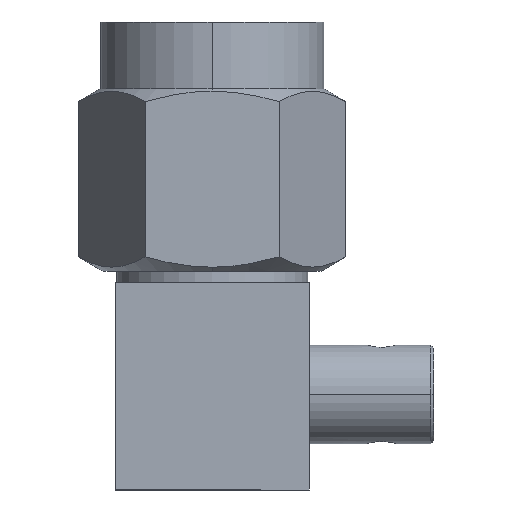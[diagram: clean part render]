
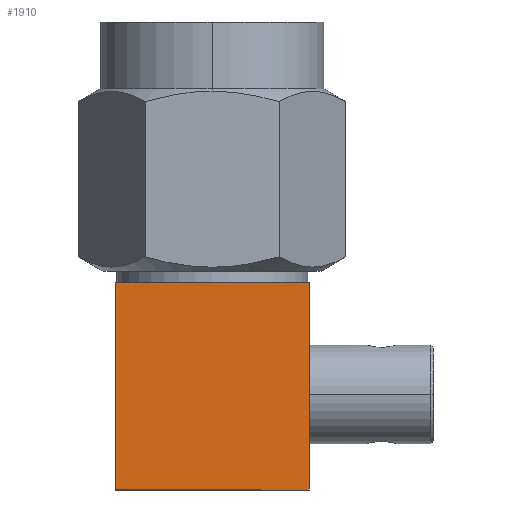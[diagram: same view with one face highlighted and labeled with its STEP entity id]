
A CAD part, left-side view. The second image highlights one B-rep face of the part: STEP entity #1910.
In plain terms, the highlighted planar face has unit normal (-1, 0, 0).
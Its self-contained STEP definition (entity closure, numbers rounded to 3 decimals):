
#307 = EDGE_CURVE ( 'NONE', #2020, #966, #2338, .T. ) ;
#450 = CARTESIAN_POINT ( 'NONE',  ( -3.35, 2.5, -16.15 ) ) ;
#476 = LINE ( 'NONE', #631, #3148 ) ;
#491 = DIRECTION ( 'NONE',  ( 0., -1., 0. ) ) ;
#631 = CARTESIAN_POINT ( 'NONE',  ( -3.35, -3.35, -22.85 ) ) ;
#730 = LINE ( 'NONE', #450, #1799 ) ;
#742 = DIRECTION ( 'NONE',  ( 0., -1., 0. ) ) ;
#779 = ORIENTED_EDGE ( 'NONE', *, *, #1641, .T. ) ;
#804 = EDGE_CURVE ( 'NONE', #1675, #3024, #730, .T. ) ;
#850 = LINE ( 'NONE', #1602, #3890 ) ;
#883 = CARTESIAN_POINT ( 'NONE',  ( -3.35, -3.35, -9. ) ) ;
#966 = VERTEX_POINT ( 'NONE', #1124 ) ;
#980 = DIRECTION ( 'NONE',  ( 0., 1., 0. ) ) ;
#1039 = CARTESIAN_POINT ( 'NONE',  ( -3.35, -3.35, -16.15 ) ) ;
#1124 = CARTESIAN_POINT ( 'NONE',  ( -3.35, 3.35, -9. ) ) ;
#1307 = CARTESIAN_POINT ( 'NONE',  ( -3.35, 8.5, -9. ) ) ;
#1405 = ORIENTED_EDGE ( 'NONE', *, *, #3336, .F. ) ;
#1432 = DIRECTION ( 'NONE',  ( 1., 0., 0. ) ) ;
#1602 = CARTESIAN_POINT ( 'NONE',  ( -3.35, 3.35, -22.85 ) ) ;
#1641 = EDGE_CURVE ( 'NONE', #3024, #2020, #476, .T. ) ;
#1675 = VERTEX_POINT ( 'NONE', #3749 ) ;
#1799 = VECTOR ( 'NONE', #742, 1000. ) ;
#1910 = ADVANCED_FACE ( 'NONE', ( #2199 ), #2695, .F. ) ;
#1919 = ORIENTED_EDGE ( 'NONE', *, *, #307, .T. ) ;
#2020 = VERTEX_POINT ( 'NONE', #883 ) ;
#2199 = FACE_OUTER_BOUND ( 'NONE', #2339, .T. ) ;
#2338 = LINE ( 'NONE', #1307, #3583 ) ;
#2339 = EDGE_LOOP ( 'NONE', ( #3211, #779, #1919, #1405 ) ) ;
#2353 = CARTESIAN_POINT ( 'NONE',  ( -3.35, -3.35, -22.85 ) ) ;
#2585 = DIRECTION ( 'NONE',  ( 0., 0., 1. ) ) ;
#2695 = PLANE ( 'NONE',  #3161 ) ;
#3024 = VERTEX_POINT ( 'NONE', #1039 ) ;
#3148 = VECTOR ( 'NONE', #2585, 1000. ) ;
#3161 = AXIS2_PLACEMENT_3D ( 'NONE', #2353, #1432, #491 ) ;
#3211 = ORIENTED_EDGE ( 'NONE', *, *, #804, .T. ) ;
#3336 = EDGE_CURVE ( 'NONE', #1675, #966, #850, .T. ) ;
#3339 = DIRECTION ( 'NONE',  ( 0., 0., 1. ) ) ;
#3583 = VECTOR ( 'NONE', #980, 1000. ) ;
#3749 = CARTESIAN_POINT ( 'NONE',  ( -3.35, 3.35, -16.15 ) ) ;
#3890 = VECTOR ( 'NONE', #3339, 1000. ) ;
